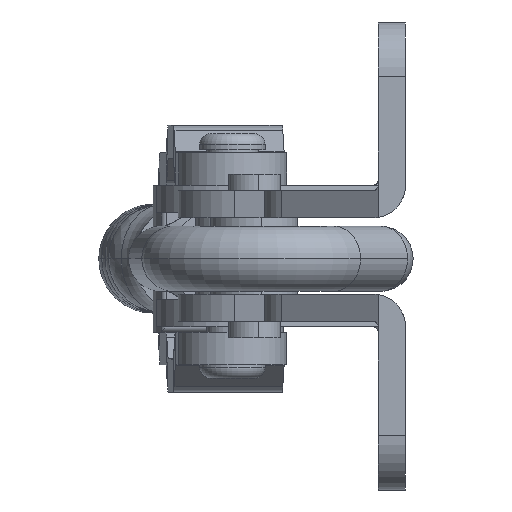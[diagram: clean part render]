
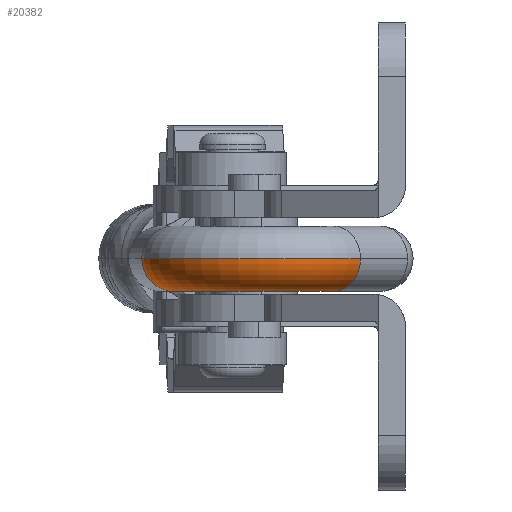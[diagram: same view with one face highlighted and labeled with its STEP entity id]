
A CAD part, left-side view. The second image highlights one B-rep face of the part: STEP entity #20382.
In plain terms, the highlighted toroidal (fillet/blend) face has major radius 8 mm and minor radius 3 mm.
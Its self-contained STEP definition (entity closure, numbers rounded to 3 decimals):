
#616 = AXIS2_PLACEMENT_3D ( 'NONE', #9713, #9714, #9715 ) ;
#618 = AXIS2_PLACEMENT_3D ( 'NONE', #12020, #12021, #12022 ) ;
#627 = AXIS2_PLACEMENT_3D ( 'NONE', #12067, #12068, #12069 ) ;
#629 = AXIS2_PLACEMENT_3D ( 'NONE', #12073, #12074, #12075 ) ;
#2972 = TOROIDAL_SURFACE ( 'NONE', #24452, 8., 3. ) ;
#2974 = FACE_OUTER_BOUND ( 'NONE', #9011, .T. ) ;
#9011 = EDGE_LOOP ( 'NONE', ( #11952, #11951, #11950, #11949 ) ) ;
#9027 = VERTEX_POINT ( 'NONE', #9629 ) ;
#9028 = VERTEX_POINT ( 'NONE', #9622 ) ;
#9043 = VERTEX_POINT ( 'NONE', #9644 ) ;
#9053 = VERTEX_POINT ( 'NONE', #9654 ) ;
#9622 = CARTESIAN_POINT ( 'NONE',  ( -87.066, -10.599, 0. ) ) ;
#9629 = CARTESIAN_POINT ( 'NONE',  ( -83.539, -5.745, 0. ) ) ;
#9644 = CARTESIAN_POINT ( 'NONE',  ( -80.6, 9.3, 0. ) ) ;
#9654 = CARTESIAN_POINT ( 'NONE',  ( -80.6, 3.3, 0. ) ) ;
#9713 = CARTESIAN_POINT ( 'NONE',  ( -80.6, -1.7, 0. ) ) ;
#9714 = DIRECTION ( 'NONE',  ( 0., 0., 1. ) ) ;
#9715 = DIRECTION ( 'NONE',  ( 1., 0., 0. ) ) ;
#10433 = CIRCLE ( 'NONE', #616, 11. ) ;
#10435 = CIRCLE ( 'NONE', #618, 5. ) ;
#10977 = EDGE_CURVE ( 'NONE', #9043, #9028, #10433, .T. ) ;
#10981 = EDGE_CURVE ( 'NONE', #9053, #9027, #10435, .T. ) ;
#11022 = EDGE_CURVE ( 'NONE', #9027, #9028, #13589, .T. ) ;
#11026 = EDGE_CURVE ( 'NONE', #9053, #9043, #13593, .T. ) ;
#11949 = ORIENTED_EDGE ( 'NONE', *, *, #11022, .T. ) ;
#11950 = ORIENTED_EDGE ( 'NONE', *, *, #10981, .T. ) ;
#11951 = ORIENTED_EDGE ( 'NONE', *, *, #11026, .F. ) ;
#11952 = ORIENTED_EDGE ( 'NONE', *, *, #10977, .F. ) ;
#12020 = CARTESIAN_POINT ( 'NONE',  ( -80.6, -1.7, 0. ) ) ;
#12021 = DIRECTION ( 'NONE',  ( 0., 0., 1. ) ) ;
#12022 = DIRECTION ( 'NONE',  ( 1., 0., 0. ) ) ;
#12067 = CARTESIAN_POINT ( 'NONE',  ( -85.302, -8.172, 0. ) ) ;
#12068 = DIRECTION ( 'NONE',  ( -0.809, 0.588, 0. ) ) ;
#12069 = DIRECTION ( 'NONE',  ( 0., 0., -1. ) ) ;
#12073 = CARTESIAN_POINT ( 'NONE',  ( -80.6, 6.3, 0. ) ) ;
#12074 = DIRECTION ( 'NONE',  ( 1., 0., 0. ) ) ;
#12075 = DIRECTION ( 'NONE',  ( 0., 0., -1. ) ) ;
#13589 = CIRCLE ( 'NONE', #627, 3. ) ;
#13593 = CIRCLE ( 'NONE', #629, 3. ) ;
#19331 = DIRECTION ( 'NONE',  ( 0., 0., 1. ) ) ;
#19336 = CARTESIAN_POINT ( 'NONE',  ( -80.6, -1.7, 0. ) ) ;
#19341 = DIRECTION ( 'NONE',  ( 1., 0., 0. ) ) ;
#20382 = ADVANCED_FACE ( 'NONE', ( #2974 ), #2972, .T. ) ;
#24452 = AXIS2_PLACEMENT_3D ( 'NONE', #19336, #19331, #19341 ) ;
